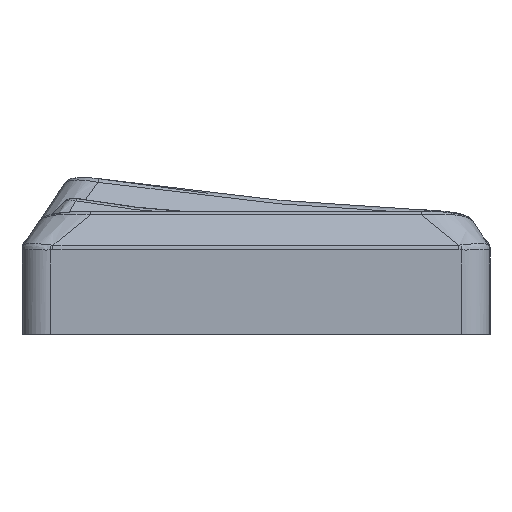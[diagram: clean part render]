
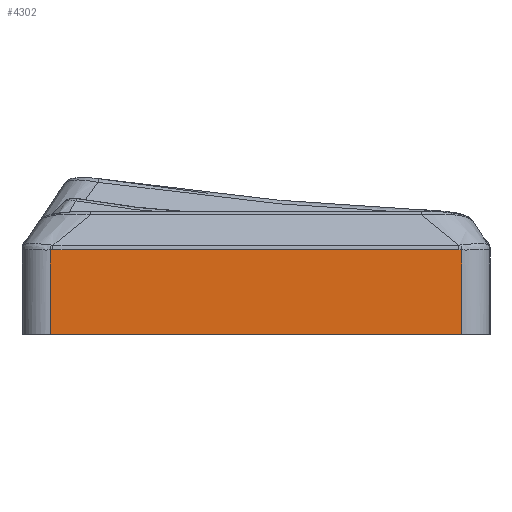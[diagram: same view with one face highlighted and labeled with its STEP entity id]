
A CAD part, left-side view. The second image highlights one B-rep face of the part: STEP entity #4302.
In plain terms, the highlighted planar face has unit normal (-1, 0, 0).
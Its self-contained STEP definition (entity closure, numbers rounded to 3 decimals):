
#24=ELLIPSE('',#4584,1.034,0.617);
#141=B_SPLINE_CURVE_WITH_KNOTS('',3,(#6435,#6436,#6437,#6438),
 .UNSPECIFIED.,.F.,.F.,(4,4),(-0.009,0.),.UNSPECIFIED.);
#328=PLANE('',#4622);
#481=FACE_OUTER_BOUND('',#759,.T.);
#759=EDGE_LOOP('',(#3178,#3179,#3180,#3181,#3182,#3183));
#1027=LINE('',#6127,#1351);
#1035=LINE('',#6415,#1359);
#1044=LINE('',#6753,#1368);
#1055=LINE('',#6986,#1379);
#1351=VECTOR('',#5032,10.);
#1359=VECTOR('',#5078,10.);
#1368=VECTOR('',#5125,10.);
#1379=VECTOR('',#5182,10.);
#1834=VERTEX_POINT('',#6123);
#1836=VERTEX_POINT('',#6126);
#1859=VERTEX_POINT('',#6377);
#1861=VERTEX_POINT('',#6412);
#1862=VERTEX_POINT('',#6414);
#1864=VERTEX_POINT('',#6471);
#2261=EDGE_CURVE('',#1836,#1834,#1027,.F.);
#2295=EDGE_CURVE('',#1861,#1862,#1035,.T.);
#2298=EDGE_CURVE('',#1862,#1859,#141,.T.);
#2304=EDGE_CURVE('',#1864,#1861,#24,.T.);
#2336=EDGE_CURVE('',#1836,#1864,#1044,.T.);
#2364=EDGE_CURVE('',#1859,#1834,#1055,.T.);
#3178=ORIENTED_EDGE('',*,*,#2304,.F.);
#3179=ORIENTED_EDGE('',*,*,#2336,.F.);
#3180=ORIENTED_EDGE('',*,*,#2261,.T.);
#3181=ORIENTED_EDGE('',*,*,#2364,.F.);
#3182=ORIENTED_EDGE('',*,*,#2298,.F.);
#3183=ORIENTED_EDGE('',*,*,#2295,.F.);
#4302=ADVANCED_FACE('',(#481),#328,.F.);
#4584=AXIS2_PLACEMENT_3D('',#6507,#5086,#5087);
#4622=AXIS2_PLACEMENT_3D('',#6985,#5180,#5181);
#5032=DIRECTION('',(0.,1.,0.));
#5078=DIRECTION('',(0.,-1.,0.));
#5086=DIRECTION('center_axis',(1.,0.,0.));
#5087=DIRECTION('ref_axis',(0.,-0.893,0.45));
#5125=DIRECTION('',(0.,0.,1.));
#5180=DIRECTION('center_axis',(1.,0.,0.));
#5181=DIRECTION('ref_axis',(0.,0.,-1.));
#5182=DIRECTION('',(0.,0.,-1.));
#6123=CARTESIAN_POINT('',(-25.242,-100.232,-1.672));
#6126=CARTESIAN_POINT('',(-25.242,-85.732,-1.672));
#6127=CARTESIAN_POINT('',(-25.242,-96.732,-1.672));
#6377=CARTESIAN_POINT('',(-25.242,-100.232,1.305));
#6412=CARTESIAN_POINT('',(-25.242,-85.824,1.309));
#6414=CARTESIAN_POINT('',(-25.242,-100.139,1.309));
#6415=CARTESIAN_POINT('',(-25.242,-96.115,1.309));
#6435=CARTESIAN_POINT('Ctrl Pts',(-25.242,-100.139,1.309));
#6436=CARTESIAN_POINT('Ctrl Pts',(-25.242,-100.17,1.309));
#6437=CARTESIAN_POINT('Ctrl Pts',(-25.242,-100.201,1.308));
#6438=CARTESIAN_POINT('Ctrl Pts',(-25.242,-100.232,1.305));
#6471=CARTESIAN_POINT('',(-25.242,-85.732,1.305));
#6507=CARTESIAN_POINT('Origin',(-25.242,-85.441,0.588));
#6753=CARTESIAN_POINT('',(-25.242,-85.732,1.402));
#6985=CARTESIAN_POINT('Origin',(-25.242,-92.982,1.402));
#6986=CARTESIAN_POINT('',(-25.242,-100.232,1.402));
